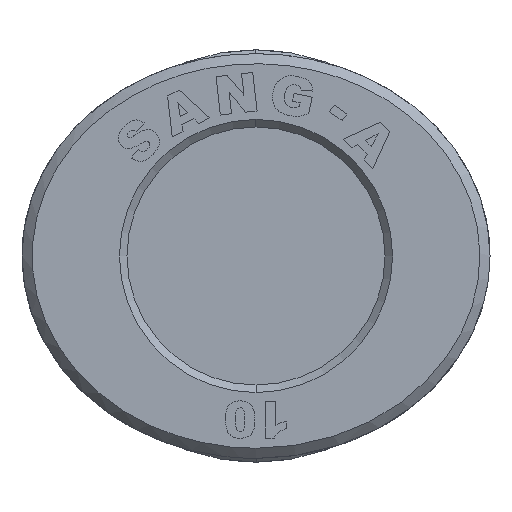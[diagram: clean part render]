
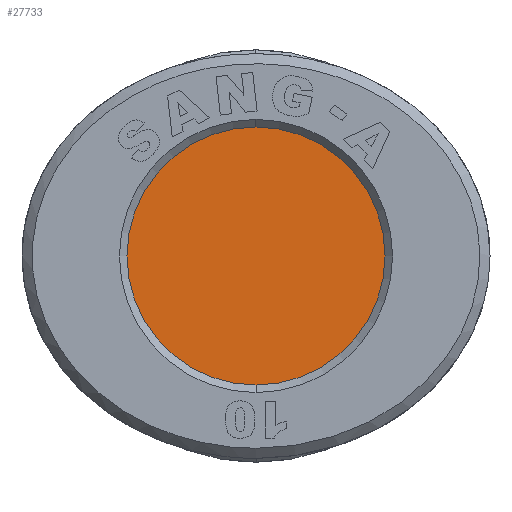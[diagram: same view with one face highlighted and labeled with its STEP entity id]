
A CAD part, left-side view. The second image highlights one B-rep face of the part: STEP entity #27733.
In plain terms, the highlighted planar face has unit normal (-1, 0, 0).
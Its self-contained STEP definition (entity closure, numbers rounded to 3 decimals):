
#141=CARTESIAN_POINT('',(-4.833,0.,5.1));
#142=VERTEX_POINT('',#141);
#151=CARTESIAN_POINT('',(-4.833,0.,-5.1));
#152=VERTEX_POINT('',#151);
#153=CARTESIAN_POINT('',(-4.833,0.,0.));
#154=DIRECTION('',(1.0,0.0,0.0));
#155=DIRECTION('',(0.0,0.0,1.0));
#156=AXIS2_PLACEMENT_3D('',#153,#154,#155);
#157=CIRCLE('',#156,5.1);
#158=EDGE_CURVE('',#142,#152,#157,.T.);
#27718=CARTESIAN_POINT('',(-4.833,0.,2.55));
#27719=DIRECTION('',(1.0,0.0,0.0));
#27720=DIRECTION('',(0.0,0.0,-1.0));
#27721=AXIS2_PLACEMENT_3D('',#27718,#27719,#27720);
#27722=PLANE('',#27721);
#27723=ORIENTED_EDGE('',*,*,#158,.F.);
#27724=CARTESIAN_POINT('',(-4.833,0.,0.));
#27725=DIRECTION('',(1.0,0.0,0.0));
#27726=DIRECTION('',(0.0,0.0,1.0));
#27727=AXIS2_PLACEMENT_3D('',#27724,#27725,#27726);
#27728=CIRCLE('',#27727,5.1);
#27729=EDGE_CURVE('',#152,#142,#27728,.T.);
#27730=ORIENTED_EDGE('',*,*,#27729,.F.);
#27731=EDGE_LOOP('',(#27723,#27730));
#27732=FACE_OUTER_BOUND('',#27731,.T.);
#27733=ADVANCED_FACE('',(#27732),#27722,.F.);
